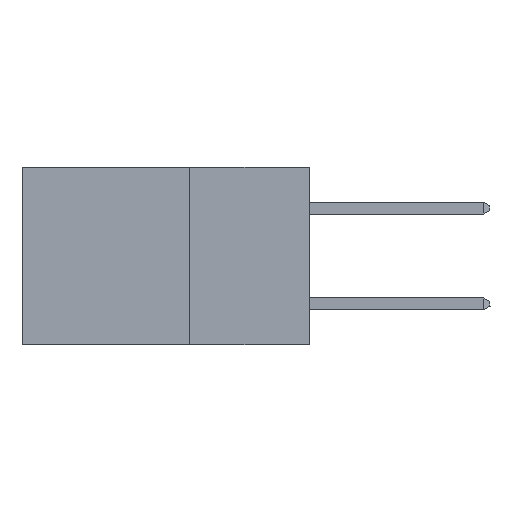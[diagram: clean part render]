
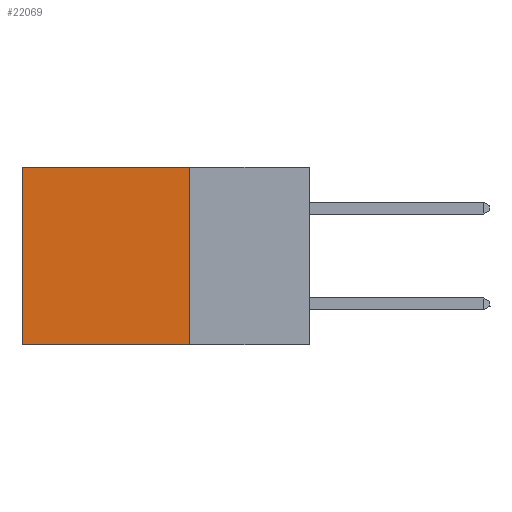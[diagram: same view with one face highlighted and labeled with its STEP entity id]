
A CAD part, left-side view. The second image highlights one B-rep face of the part: STEP entity #22069.
In plain terms, the highlighted planar face has unit normal (-1, 0, 0).
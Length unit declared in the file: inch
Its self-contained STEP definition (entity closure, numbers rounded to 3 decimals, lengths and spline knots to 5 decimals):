
#715 = VERTEX_POINT ( 'NONE', #5183 ) ;
#1396 = VECTOR ( 'NONE', #1483, 39.37008 ) ;
#1483 = DIRECTION ( 'NONE',  ( 0., 1., 0. ) ) ;
#1958 = VERTEX_POINT ( 'NONE', #13998 ) ;
#2099 = CARTESIAN_POINT ( 'NONE',  ( 0.2875, 0.25, 0. ) ) ;
#3866 = CARTESIAN_POINT ( 'NONE',  ( 0.2875, 0.25, 0. ) ) ;
#4504 = LINE ( 'NONE', #11449, #11361 ) ;
#5183 = CARTESIAN_POINT ( 'NONE',  ( 0.2875, 0.6, -0.37 ) ) ;
#5684 = FACE_OUTER_BOUND ( 'NONE', #11336, .T. ) ;
#6021 = DIRECTION ( 'NONE',  ( 0., 0., -1. ) ) ;
#8083 = EDGE_CURVE ( 'NONE', #1958, #15332, #13870, .T. ) ;
#9685 = EDGE_CURVE ( 'NONE', #20516, #715, #11836, .T. ) ;
#10130 = CARTESIAN_POINT ( 'NONE',  ( 0.2875, 0.25, -0.37 ) ) ;
#11336 = EDGE_LOOP ( 'NONE', ( #13295, #20382, #21009, #18551 ) ) ;
#11361 = VECTOR ( 'NONE', #18363, 39.37008 ) ;
#11449 = CARTESIAN_POINT ( 'NONE',  ( 0.2875, 0.6, 0. ) ) ;
#11836 = LINE ( 'NONE', #10130, #21689 ) ;
#12634 = AXIS2_PLACEMENT_3D ( 'NONE', #3866, #12755, #6021 ) ;
#12755 = DIRECTION ( 'NONE',  ( 1., 0., 0. ) ) ;
#12963 = PLANE ( 'NONE',  #12634 ) ;
#13295 = ORIENTED_EDGE ( 'NONE', *, *, #13469, .T. ) ;
#13469 = EDGE_CURVE ( 'NONE', #15332, #715, #4504, .T. ) ;
#13870 = LINE ( 'NONE', #19165, #1396 ) ;
#13904 = VECTOR ( 'NONE', #15955, 39.37008 ) ;
#13962 = CARTESIAN_POINT ( 'NONE',  ( 0.2875, 0.25, -0.37 ) ) ;
#13998 = CARTESIAN_POINT ( 'NONE',  ( 0.2875, 0.25, 0. ) ) ;
#15034 = EDGE_CURVE ( 'NONE', #1958, #20516, #17639, .T. ) ;
#15332 = VERTEX_POINT ( 'NONE', #17400 ) ;
#15955 = DIRECTION ( 'NONE',  ( 0., 0., -1. ) ) ;
#17037 = DIRECTION ( 'NONE',  ( 0., 1., 0. ) ) ;
#17400 = CARTESIAN_POINT ( 'NONE',  ( 0.2875, 0.6, 0. ) ) ;
#17639 = LINE ( 'NONE', #2099, #13904 ) ;
#18363 = DIRECTION ( 'NONE',  ( 0., 0., -1. ) ) ;
#18551 = ORIENTED_EDGE ( 'NONE', *, *, #8083, .T. ) ;
#19165 = CARTESIAN_POINT ( 'NONE',  ( 0.2875, 0.25, 0. ) ) ;
#20382 = ORIENTED_EDGE ( 'NONE', *, *, #9685, .F. ) ;
#20516 = VERTEX_POINT ( 'NONE', #13962 ) ;
#21009 = ORIENTED_EDGE ( 'NONE', *, *, #15034, .F. ) ;
#21689 = VECTOR ( 'NONE', #17037, 39.37008 ) ;
#22069 = ADVANCED_FACE ( 'NONE', ( #5684 ), #12963, .F. ) ;
